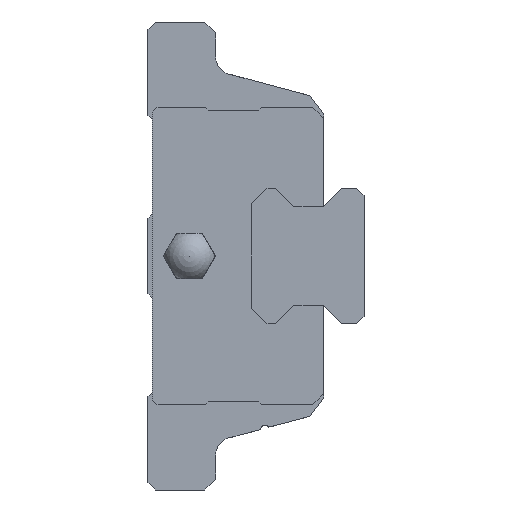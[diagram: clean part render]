
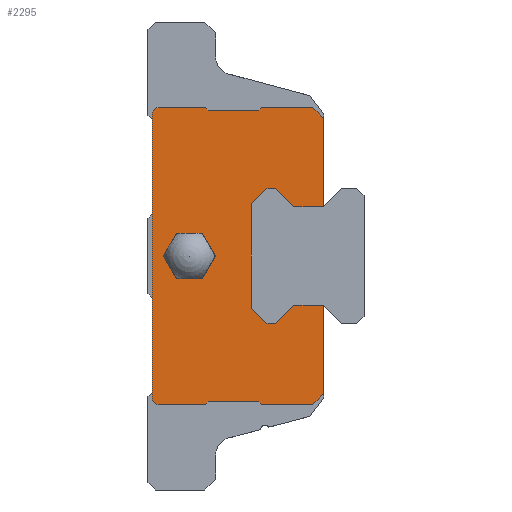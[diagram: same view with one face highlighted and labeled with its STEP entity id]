
A CAD part, left-side view. The second image highlights one B-rep face of the part: STEP entity #2295.
In plain terms, the highlighted planar face has unit normal (-1, 0, 0).
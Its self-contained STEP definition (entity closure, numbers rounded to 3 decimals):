
#525=ORIENTED_EDGE('',*,*,#939,.F.);
#526=ORIENTED_EDGE('',*,*,#892,.F.);
#527=ORIENTED_EDGE('',*,*,#964,.F.);
#528=ORIENTED_EDGE('',*,*,#962,.F.);
#529=ORIENTED_EDGE('',*,*,#960,.F.);
#530=ORIENTED_EDGE('',*,*,#958,.F.);
#531=ORIENTED_EDGE('',*,*,#956,.F.);
#532=ORIENTED_EDGE('',*,*,#954,.F.);
#533=ORIENTED_EDGE('',*,*,#952,.F.);
#534=ORIENTED_EDGE('',*,*,#871,.F.);
#535=ORIENTED_EDGE('',*,*,#868,.F.);
#536=ORIENTED_EDGE('',*,*,#865,.F.);
#537=ORIENTED_EDGE('',*,*,#862,.F.);
#538=ORIENTED_EDGE('',*,*,#859,.F.);
#539=ORIENTED_EDGE('',*,*,#856,.F.);
#540=ORIENTED_EDGE('',*,*,#853,.F.);
#541=ORIENTED_EDGE('',*,*,#850,.F.);
#542=ORIENTED_EDGE('',*,*,#847,.F.);
#543=ORIENTED_EDGE('',*,*,#844,.F.);
#544=ORIENTED_EDGE('',*,*,#840,.F.);
#545=ORIENTED_EDGE('',*,*,#951,.F.);
#546=ORIENTED_EDGE('',*,*,#949,.F.);
#547=ORIENTED_EDGE('',*,*,#947,.F.);
#548=ORIENTED_EDGE('',*,*,#945,.F.);
#549=ORIENTED_EDGE('',*,*,#943,.F.);
#550=ORIENTED_EDGE('',*,*,#941,.F.);
#551=ORIENTED_EDGE('',*,*,#965,.T.);
#552=ORIENTED_EDGE('',*,*,#966,.T.);
#553=ORIENTED_EDGE('',*,*,#967,.T.);
#554=ORIENTED_EDGE('',*,*,#968,.T.);
#555=ORIENTED_EDGE('',*,*,#969,.T.);
#556=ORIENTED_EDGE('',*,*,#970,.T.);
#840=EDGE_CURVE('',#1145,#1146,#1362,.T.);
#844=EDGE_CURVE('',#1146,#1149,#1366,.T.);
#847=EDGE_CURVE('',#1149,#1151,#1369,.T.);
#850=EDGE_CURVE('',#1151,#1153,#1372,.T.);
#853=EDGE_CURVE('',#1153,#1155,#1375,.T.);
#856=EDGE_CURVE('',#1155,#1157,#1378,.T.);
#859=EDGE_CURVE('',#1157,#1159,#1381,.T.);
#862=EDGE_CURVE('',#1159,#1161,#1384,.T.);
#865=EDGE_CURVE('',#1161,#1163,#1387,.T.);
#868=EDGE_CURVE('',#1163,#1165,#1390,.T.);
#871=EDGE_CURVE('',#1165,#1167,#1393,.T.);
#892=EDGE_CURVE('',#1170,#1171,#1410,.T.);
#939=EDGE_CURVE('',#1171,#1199,#1453,.T.);
#941=EDGE_CURVE('',#1199,#1200,#1455,.T.);
#943=EDGE_CURVE('',#1200,#1201,#1457,.T.);
#945=EDGE_CURVE('',#1201,#1202,#1459,.T.);
#947=EDGE_CURVE('',#1202,#1203,#1461,.T.);
#949=EDGE_CURVE('',#1203,#1204,#1463,.T.);
#951=EDGE_CURVE('',#1204,#1145,#1465,.T.);
#952=EDGE_CURVE('',#1167,#1205,#1466,.T.);
#954=EDGE_CURVE('',#1205,#1206,#1468,.T.);
#956=EDGE_CURVE('',#1206,#1207,#1470,.T.);
#958=EDGE_CURVE('',#1207,#1208,#1472,.T.);
#960=EDGE_CURVE('',#1208,#1209,#1474,.T.);
#962=EDGE_CURVE('',#1209,#1210,#1476,.T.);
#964=EDGE_CURVE('',#1210,#1170,#1478,.T.);
#965=EDGE_CURVE('',#1211,#1212,#1479,.T.);
#966=EDGE_CURVE('',#1212,#1213,#1480,.T.);
#967=EDGE_CURVE('',#1213,#1214,#1481,.T.);
#968=EDGE_CURVE('',#1214,#1215,#1482,.T.);
#969=EDGE_CURVE('',#1215,#1216,#1483,.T.);
#970=EDGE_CURVE('',#1216,#1211,#1484,.T.);
#1145=VERTEX_POINT('',#3367);
#1146=VERTEX_POINT('',#3369);
#1149=VERTEX_POINT('',#3377);
#1151=VERTEX_POINT('',#3383);
#1153=VERTEX_POINT('',#3389);
#1155=VERTEX_POINT('',#3395);
#1157=VERTEX_POINT('',#3401);
#1159=VERTEX_POINT('',#3407);
#1161=VERTEX_POINT('',#3413);
#1163=VERTEX_POINT('',#3419);
#1165=VERTEX_POINT('',#3425);
#1167=VERTEX_POINT('',#3431);
#1170=VERTEX_POINT('',#3467);
#1171=VERTEX_POINT('',#3469);
#1199=VERTEX_POINT('',#3567);
#1200=VERTEX_POINT('',#3571);
#1201=VERTEX_POINT('',#3575);
#1202=VERTEX_POINT('',#3579);
#1203=VERTEX_POINT('',#3583);
#1204=VERTEX_POINT('',#3587);
#1205=VERTEX_POINT('',#3593);
#1206=VERTEX_POINT('',#3597);
#1207=VERTEX_POINT('',#3601);
#1208=VERTEX_POINT('',#3605);
#1209=VERTEX_POINT('',#3609);
#1210=VERTEX_POINT('',#3613);
#1211=VERTEX_POINT('',#3619);
#1212=VERTEX_POINT('',#3620);
#1213=VERTEX_POINT('',#3622);
#1214=VERTEX_POINT('',#3624);
#1215=VERTEX_POINT('',#3626);
#1216=VERTEX_POINT('',#3628);
#1362=LINE('',#3368,#1644);
#1366=LINE('',#3376,#1648);
#1369=LINE('',#3382,#1651);
#1372=LINE('',#3388,#1654);
#1375=LINE('',#3394,#1657);
#1378=LINE('',#3400,#1660);
#1381=LINE('',#3406,#1663);
#1384=LINE('',#3412,#1666);
#1387=LINE('',#3418,#1669);
#1390=LINE('',#3424,#1672);
#1393=LINE('',#3430,#1675);
#1410=LINE('',#3468,#1692);
#1453=LINE('',#3566,#1735);
#1455=LINE('',#3570,#1737);
#1457=LINE('',#3574,#1739);
#1459=LINE('',#3578,#1741);
#1461=LINE('',#3582,#1743);
#1463=LINE('',#3586,#1745);
#1465=LINE('',#3590,#1747);
#1466=LINE('',#3592,#1748);
#1468=LINE('',#3596,#1750);
#1470=LINE('',#3600,#1752);
#1472=LINE('',#3604,#1754);
#1474=LINE('',#3608,#1756);
#1476=LINE('',#3612,#1758);
#1478=LINE('',#3616,#1760);
#1479=LINE('',#3618,#1761);
#1480=LINE('',#3621,#1762);
#1481=LINE('',#3623,#1763);
#1482=LINE('',#3625,#1764);
#1483=LINE('',#3627,#1765);
#1484=LINE('',#3629,#1766);
#1644=VECTOR('',#2672,1000.);
#1648=VECTOR('',#2678,1000.);
#1651=VECTOR('',#2683,1000.);
#1654=VECTOR('',#2688,1000.);
#1657=VECTOR('',#2693,1000.);
#1660=VECTOR('',#2698,1000.);
#1663=VECTOR('',#2703,1000.);
#1666=VECTOR('',#2708,1000.);
#1669=VECTOR('',#2713,1000.);
#1672=VECTOR('',#2718,1000.);
#1675=VECTOR('',#2723,1000.);
#1692=VECTOR('',#2774,1000.);
#1735=VECTOR('',#2871,1000.);
#1737=VECTOR('',#2875,1000.);
#1739=VECTOR('',#2879,1000.);
#1741=VECTOR('',#2883,1000.);
#1743=VECTOR('',#2887,1000.);
#1745=VECTOR('',#2891,1000.);
#1747=VECTOR('',#2895,1000.);
#1748=VECTOR('',#2898,1000.);
#1750=VECTOR('',#2902,1000.);
#1752=VECTOR('',#2906,1000.);
#1754=VECTOR('',#2910,1000.);
#1756=VECTOR('',#2914,1000.);
#1758=VECTOR('',#2918,1000.);
#1760=VECTOR('',#2922,1000.);
#1761=VECTOR('',#2925,1000.);
#1762=VECTOR('',#2926,1000.);
#1763=VECTOR('',#2927,1000.);
#1764=VECTOR('',#2928,1000.);
#1765=VECTOR('',#2929,1000.);
#1766=VECTOR('',#2930,1000.);
#1921=EDGE_LOOP('',(#525,#526,#527,#528,#529,#530,#531,#532,#533,#534,#535,
#536,#537,#538,#539,#540,#541,#542,#543,#544,#545,#546,#547,#548,#549,#550));
#1922=EDGE_LOOP('',(#551,#552,#553,#554,#555,#556));
#2061=FACE_BOUND('',#1921,.T.);
#2062=FACE_BOUND('',#1922,.T.);
#2182=PLANE('',#2460);
#2295=ADVANCED_FACE('',(#2061,#2062),#2182,.F.);
#2460=AXIS2_PLACEMENT_3D('',#3617,#2923,#2924);
#2672=DIRECTION('',(0.,0.,-1.));
#2678=DIRECTION('',(0.,1.,0.));
#2683=DIRECTION('',(0.,0.707,0.707));
#2688=DIRECTION('',(0.,1.,0.));
#2693=DIRECTION('',(0.,0.711,-0.703));
#2698=DIRECTION('',(0.,0.,-1.));
#2703=DIRECTION('',(0.,-0.711,-0.703));
#2708=DIRECTION('',(0.,-1.,0.));
#2713=DIRECTION('',(0.,-0.707,0.707));
#2718=DIRECTION('',(0.,-1.,0.));
#2723=DIRECTION('',(0.,0.,-1.));
#2774=DIRECTION('',(0.,0.,1.));
#2871=DIRECTION('',(0.,-0.707,0.707));
#2875=DIRECTION('',(0.,-1.,0.));
#2879=DIRECTION('',(0.,-0.707,-0.707));
#2883=DIRECTION('',(0.,-1.,0.));
#2887=DIRECTION('',(0.,-0.707,0.707));
#2891=DIRECTION('',(0.,-1.,0.));
#2895=DIRECTION('',(0.,-0.707,-0.707));
#2898=DIRECTION('',(0.,0.707,-0.707));
#2902=DIRECTION('',(0.,1.,0.));
#2906=DIRECTION('',(0.,0.707,0.707));
#2910=DIRECTION('',(0.,1.,0.));
#2914=DIRECTION('',(0.,0.707,-0.707));
#2918=DIRECTION('',(0.,1.,0.));
#2922=DIRECTION('',(0.,0.707,0.707));
#2923=DIRECTION('',(1.,0.,0.));
#2924=DIRECTION('',(0.,0.,-1.));
#2925=DIRECTION('',(0.,1.,0.));
#2926=DIRECTION('',(0.,0.5,0.866));
#2927=DIRECTION('',(0.,-0.5,0.866));
#2928=DIRECTION('',(0.,-1.,0.));
#2929=DIRECTION('',(0.,-0.5,-0.866));
#2930=DIRECTION('',(0.,0.5,-0.866));
#3367=CARTESIAN_POINT('',(-20.25,-19.5,15.3));
#3368=CARTESIAN_POINT('',(-20.25,-19.5,15.3));
#3369=CARTESIAN_POINT('',(-20.25,-19.5,5.5));
#3376=CARTESIAN_POINT('',(-20.25,-19.5,5.5));
#3377=CARTESIAN_POINT('',(-20.25,-16.2,5.5));
#3382=CARTESIAN_POINT('',(-20.25,-16.2,5.5));
#3383=CARTESIAN_POINT('',(-20.25,-14.2,7.5));
#3388=CARTESIAN_POINT('',(-20.25,-14.2,7.5));
#3389=CARTESIAN_POINT('',(-20.25,-13.22,7.5));
#3394=CARTESIAN_POINT('',(-20.25,-13.22,7.5));
#3395=CARTESIAN_POINT('',(-20.25,-11.5,5.8));
#3400=CARTESIAN_POINT('',(-20.25,-11.5,5.8));
#3401=CARTESIAN_POINT('',(-20.25,-11.5,-5.8));
#3406=CARTESIAN_POINT('',(-20.25,-11.5,-5.8));
#3407=CARTESIAN_POINT('',(-20.25,-13.22,-7.5));
#3412=CARTESIAN_POINT('',(-20.25,-13.22,-7.5));
#3413=CARTESIAN_POINT('',(-20.25,-14.2,-7.5));
#3418=CARTESIAN_POINT('',(-20.25,-14.2,-7.5));
#3419=CARTESIAN_POINT('',(-20.25,-16.2,-5.5));
#3424=CARTESIAN_POINT('',(-20.25,-16.2,-5.5));
#3425=CARTESIAN_POINT('',(-20.25,-19.5,-5.5));
#3430=CARTESIAN_POINT('',(-20.25,-19.5,-5.5));
#3431=CARTESIAN_POINT('',(-20.25,-19.5,-15.3));
#3467=CARTESIAN_POINT('',(-20.25,-0.5,-16.));
#3468=CARTESIAN_POINT('',(-20.25,-0.5,-16.));
#3469=CARTESIAN_POINT('',(-20.25,-0.5,16.));
#3566=CARTESIAN_POINT('',(-20.25,-0.5,16.));
#3567=CARTESIAN_POINT('',(-20.25,-1.,16.5));
#3570=CARTESIAN_POINT('',(-20.25,-1.,16.5));
#3571=CARTESIAN_POINT('',(-20.25,-6.375,16.5));
#3574=CARTESIAN_POINT('',(-20.25,-6.375,16.5));
#3575=CARTESIAN_POINT('',(-20.25,-6.675,16.2));
#3578=CARTESIAN_POINT('',(-20.25,-6.675,16.2));
#3579=CARTESIAN_POINT('',(-20.25,-12.325,16.2));
#3582=CARTESIAN_POINT('',(-20.25,-12.325,16.2));
#3583=CARTESIAN_POINT('',(-20.25,-12.625,16.5));
#3586=CARTESIAN_POINT('',(-20.25,-12.625,16.5));
#3587=CARTESIAN_POINT('',(-20.25,-18.3,16.5));
#3590=CARTESIAN_POINT('',(-20.25,-18.3,16.5));
#3592=CARTESIAN_POINT('',(-20.25,-19.5,-15.3));
#3593=CARTESIAN_POINT('',(-20.25,-18.3,-16.5));
#3596=CARTESIAN_POINT('',(-20.25,-18.3,-16.5));
#3597=CARTESIAN_POINT('',(-20.25,-12.625,-16.5));
#3600=CARTESIAN_POINT('',(-20.25,-12.625,-16.5));
#3601=CARTESIAN_POINT('',(-20.25,-12.325,-16.2));
#3604=CARTESIAN_POINT('',(-20.25,-12.325,-16.2));
#3605=CARTESIAN_POINT('',(-20.25,-6.675,-16.2));
#3608=CARTESIAN_POINT('',(-20.25,-6.675,-16.2));
#3609=CARTESIAN_POINT('',(-20.25,-6.375,-16.5));
#3612=CARTESIAN_POINT('',(-20.25,-6.375,-16.5));
#3613=CARTESIAN_POINT('',(-20.25,-1.,-16.5));
#3616=CARTESIAN_POINT('',(-20.25,-1.,-16.5));
#3617=CARTESIAN_POINT('',(-20.25,0.,0.));
#3618=CARTESIAN_POINT('',(-20.25,-6.043,-2.5));
#3619=CARTESIAN_POINT('',(-20.25,-6.043,-2.5));
#3620=CARTESIAN_POINT('',(-20.25,-3.157,-2.5));
#3621=CARTESIAN_POINT('',(-20.25,-3.157,-2.5));
#3622=CARTESIAN_POINT('',(-20.25,-1.713,0.));
#3623=CARTESIAN_POINT('',(-20.25,-1.713,0.));
#3624=CARTESIAN_POINT('',(-20.25,-3.157,2.5));
#3625=CARTESIAN_POINT('',(-20.25,-3.157,2.5));
#3626=CARTESIAN_POINT('',(-20.25,-6.043,2.5));
#3627=CARTESIAN_POINT('',(-20.25,-6.043,2.5));
#3628=CARTESIAN_POINT('',(-20.25,-7.487,0.));
#3629=CARTESIAN_POINT('',(-20.25,-7.487,0.));
